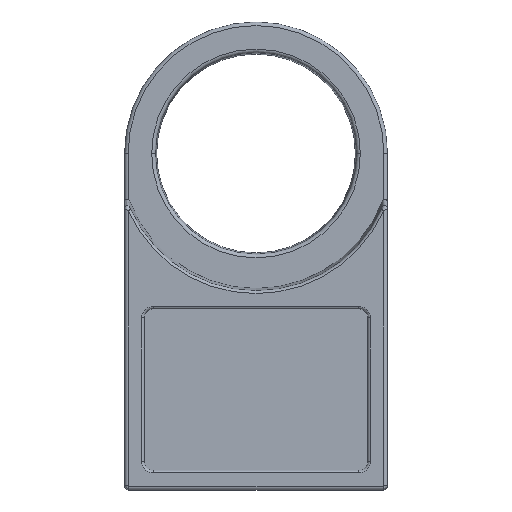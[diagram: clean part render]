
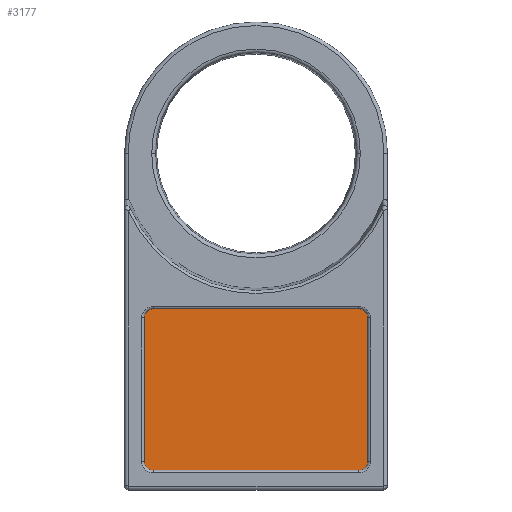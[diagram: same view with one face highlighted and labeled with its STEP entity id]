
A CAD part, top view. The second image highlights one B-rep face of the part: STEP entity #3177.
In plain terms, the highlighted planar face has unit normal (0, 0, 1).
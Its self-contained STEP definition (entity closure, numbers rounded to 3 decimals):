
#887=DIRECTION('',(-1.,0.,0.));
#888=VECTOR('',#887,27.4);
#889=CARTESIAN_POINT('',(14.1,20.65,3.));
#890=LINE('',#889,#888);
#891=DIRECTION('',(0.,1.,0.));
#892=VECTOR('',#891,18.5);
#893=CARTESIAN_POINT('',(14.1,2.15,3.));
#894=LINE('',#893,#892);
#895=DIRECTION('',(1.,0.,0.));
#896=VECTOR('',#895,27.4);
#897=CARTESIAN_POINT('',(-13.3,2.15,3.));
#898=LINE('',#897,#896);
#899=DIRECTION('',(0.,-1.,0.));
#900=VECTOR('',#899,18.5);
#901=CARTESIAN_POINT('',(-13.3,20.65,3.));
#902=LINE('',#901,#900);
#1318=CARTESIAN_POINT('',(14.1,20.65,3.));
#1319=CARTESIAN_POINT('',(-13.3,20.65,3.));
#1320=VERTEX_POINT('',#1318);
#1321=VERTEX_POINT('',#1319);
#1326=CARTESIAN_POINT('',(-13.3,2.15,3.));
#1327=VERTEX_POINT('',#1326);
#1332=CARTESIAN_POINT('',(14.1,2.15,3.));
#1333=VERTEX_POINT('',#1332);
#3163=CARTESIAN_POINT('',(0.4,11.4,3.));
#3164=DIRECTION('',(0.,0.,1.));
#3165=DIRECTION('',(1.,0.,0.));
#3166=AXIS2_PLACEMENT_3D('',#3163,#3164,#3165);
#3167=PLANE('',#3166);
#3169=ORIENTED_EDGE('',*,*,#3168,.F.);
#3170=ORIENTED_EDGE('',*,*,#3146,.F.);
#3172=ORIENTED_EDGE('',*,*,#3171,.F.);
#3174=ORIENTED_EDGE('',*,*,#3173,.F.);
#3175=EDGE_LOOP('',(#3169,#3170,#3172,#3174));
#3176=FACE_OUTER_BOUND('',#3175,.F.);
#3146=EDGE_CURVE('',#1333,#1320,#894,.T.);
#3168=EDGE_CURVE('',#1320,#1321,#890,.T.);
#3171=EDGE_CURVE('',#1327,#1333,#898,.T.);
#3173=EDGE_CURVE('',#1321,#1327,#902,.T.);
#3177=ADVANCED_FACE('',(#3176),#3167,.T.);
